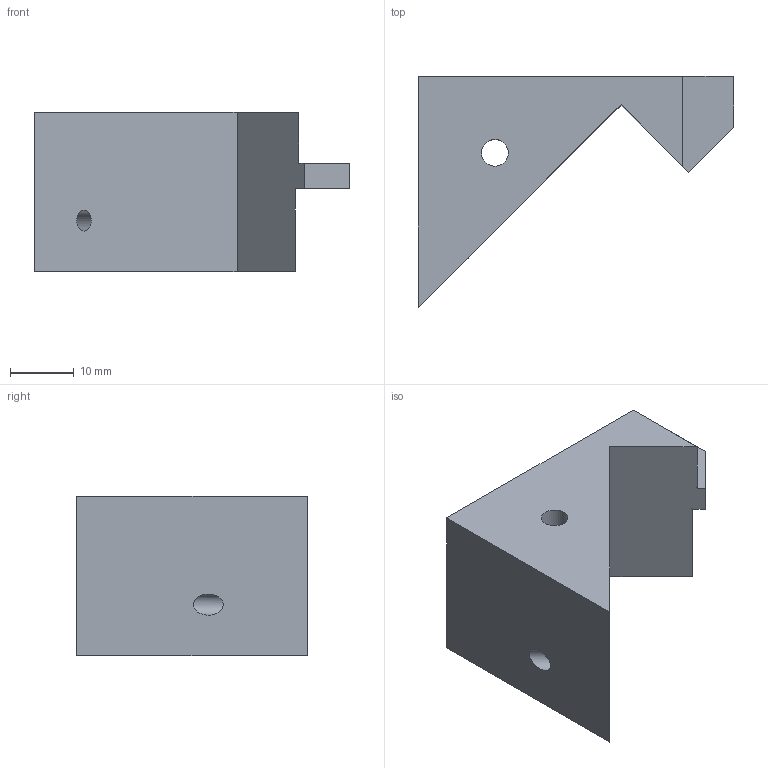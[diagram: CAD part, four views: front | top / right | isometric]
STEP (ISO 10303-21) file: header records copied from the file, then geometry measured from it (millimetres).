
FILE_DESCRIPTION(('FreeCAD Model'),'2;1');
FILE_NAME('Open CASCADE Shape Model','2021-05-01T18:31:31',('Author'),( ''),'Open CASCADE STEP processor 7.4','FreeCAD','Unknown');
FILE_SCHEMA(('AUTOMOTIVE_DESIGN { 1 0 10303 214 1 1 1 1 }'));
Length unit declared in the file: millimetre
Products named in the file (1): Hole001_(Mirror_#1)
Bounding box: 49.5 x 36.29 x 25 mm (x, y, z)
Volume: 18310.6 mm3; surface area: 5858.7 mm2
Topology: 1 solids, 1 shells, 14 faces, 36 edges, 24 vertices
Faces by surface type: plane 12, cylinder 2
Full cylindrical faces by diameter (mm): 3.3 x1, 4.2 x1
Entity records: 955 total; most frequent: CARTESIAN_POINT 188, DIRECTION 139, LINE 99, VECTOR 99, ORIENTED_EDGE 72, PCURVE 72, DEFINITIONAL_REPRESENTATION 72, EDGE_CURVE 36
